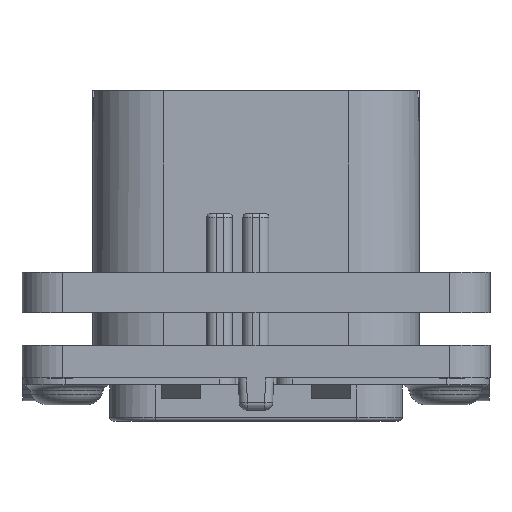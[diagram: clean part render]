
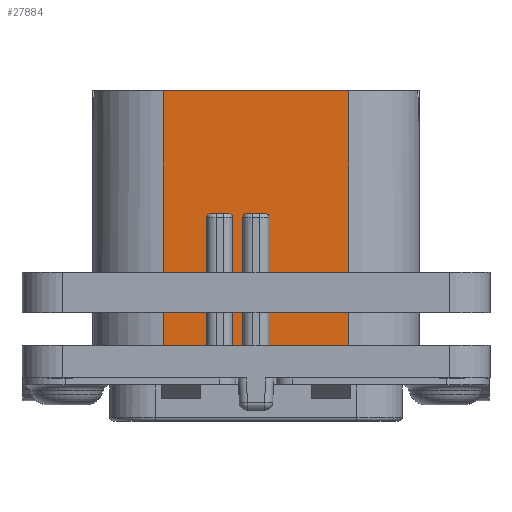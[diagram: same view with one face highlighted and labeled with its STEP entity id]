
A CAD part, front view. The second image highlights one B-rep face of the part: STEP entity #27884.
In plain terms, the highlighted planar face has unit normal (0, -1, 0).
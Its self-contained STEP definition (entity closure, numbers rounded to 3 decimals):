
#1176=DIRECTION('',(1.,0.,0.));
#1177=VECTOR('',#1176,11.4);
#1178=CARTESIAN_POINT('',(-5.7,-9.,17.67));
#1179=LINE('',#1178,#1177);
#5120=DIRECTION('',(1.,0.,0.));
#5121=VECTOR('',#5120,2.66);
#5122=CARTESIAN_POINT('',(-5.7,-9.,2.));
#5123=LINE('',#5122,#5121);
#5132=CARTESIAN_POINT('',(-2.79,-9.,9.87));
#5133=DIRECTION('',(0.,1.,0.));
#5134=DIRECTION('',(-1.,0.,0.));
#5135=AXIS2_PLACEMENT_3D('',#5132,#5133,#5134);
#5164=CARTESIAN_POINT('',(-1.69,-9.,9.87));
#5165=DIRECTION('',(0.,1.,0.));
#5166=DIRECTION('',(0.,0.,1.));
#5167=AXIS2_PLACEMENT_3D('',#5164,#5165,#5166);
#5177=DIRECTION('',(0.,0.,1.));
#5178=VECTOR('',#5177,7.87);
#5179=CARTESIAN_POINT('',(0.8,-9.,2.));
#5180=LINE('',#5179,#5178);
#5181=DIRECTION('',(1.,0.,0.));
#5182=VECTOR('',#5181,1.1);
#5183=CARTESIAN_POINT('',(-0.55,-9.,10.12));
#5184=LINE('',#5183,#5182);
#5185=DIRECTION('',(0.,0.,1.));
#5186=VECTOR('',#5185,7.87);
#5187=CARTESIAN_POINT('',(-0.8,-9.,2.));
#5188=LINE('',#5187,#5186);
#5189=DIRECTION('',(0.,0.,1.));
#5190=VECTOR('',#5189,7.87);
#5191=CARTESIAN_POINT('',(-1.44,-9.,2.));
#5192=LINE('',#5191,#5190);
#5193=DIRECTION('',(1.,0.,0.));
#5194=VECTOR('',#5193,1.1);
#5195=CARTESIAN_POINT('',(-2.79,-9.,10.12));
#5196=LINE('',#5195,#5194);
#5197=DIRECTION('',(0.,0.,1.));
#5198=VECTOR('',#5197,7.87);
#5199=CARTESIAN_POINT('',(-3.04,-9.,2.));
#5200=LINE('',#5199,#5198);
#5201=DIRECTION('',(0.,0.,-1.));
#5202=VECTOR('',#5201,15.67);
#5203=CARTESIAN_POINT('',(-5.7,-9.,17.67));
#5204=LINE('',#5203,#5202);
#5205=DIRECTION('',(0.,0.,-1.));
#5206=VECTOR('',#5205,15.67);
#5207=CARTESIAN_POINT('',(5.7,-9.,17.67));
#5208=LINE('',#5207,#5206);
#5222=CARTESIAN_POINT('',(0.55,-9.,9.87));
#5223=DIRECTION('',(0.,1.,0.));
#5224=DIRECTION('',(0.,0.,1.));
#5225=AXIS2_PLACEMENT_3D('',#5222,#5223,#5224);
#5264=CARTESIAN_POINT('',(-0.55,-9.,9.87));
#5265=DIRECTION('',(0.,1.,0.));
#5266=DIRECTION('',(-1.,0.,0.));
#5267=AXIS2_PLACEMENT_3D('',#5264,#5265,#5266);
#5355=DIRECTION('',(1.,0.,0.));
#5356=VECTOR('',#5355,4.9);
#5357=CARTESIAN_POINT('',(0.8,-9.,2.));
#5358=LINE('',#5357,#5356);
#10746=DIRECTION('',(1.,0.,0.));
#10747=VECTOR('',#10746,0.64);
#10748=CARTESIAN_POINT('',(-1.44,-9.,2.));
#10749=LINE('',#10748,#10747);
#17685=CARTESIAN_POINT('',(-5.7,-9.,17.67));
#17686=CARTESIAN_POINT('',(-5.7,-9.,2.));
#17687=VERTEX_POINT('',#17685);
#17688=VERTEX_POINT('',#17686);
#17689=CARTESIAN_POINT('',(5.7,-9.,17.67));
#17690=CARTESIAN_POINT('',(5.7,-9.,2.));
#17691=VERTEX_POINT('',#17689);
#17692=VERTEX_POINT('',#17690);
#17851=CARTESIAN_POINT('',(-3.04,-9.,2.));
#17852=VERTEX_POINT('',#17851);
#17853=CARTESIAN_POINT('',(-1.44,-9.,2.));
#17854=CARTESIAN_POINT('',(-0.8,-9.,2.));
#17855=VERTEX_POINT('',#17853);
#17856=VERTEX_POINT('',#17854);
#17857=CARTESIAN_POINT('',(0.8,-9.,2.));
#17858=VERTEX_POINT('',#17857);
#20340=CARTESIAN_POINT('',(-1.44,-9.,9.87));
#20342=VERTEX_POINT('',#20340);
#20344=CARTESIAN_POINT('',(-1.69,-9.,10.12));
#20346=VERTEX_POINT('',#20344);
#20367=CARTESIAN_POINT('',(-2.79,-9.,10.12));
#20368=VERTEX_POINT('',#20367);
#20369=CARTESIAN_POINT('',(-3.04,-9.,9.87));
#20370=VERTEX_POINT('',#20369);
#20372=CARTESIAN_POINT('',(0.8,-9.,9.87));
#20374=VERTEX_POINT('',#20372);
#20376=CARTESIAN_POINT('',(0.55,-9.,10.12));
#20378=VERTEX_POINT('',#20376);
#20379=CARTESIAN_POINT('',(-0.55,-9.,10.12));
#20381=VERTEX_POINT('',#20379);
#20383=CARTESIAN_POINT('',(-0.8,-9.,9.87));
#20385=VERTEX_POINT('',#20383);
#27854=CARTESIAN_POINT('',(-10.05,-9.,2.));
#27855=DIRECTION('',(0.,-1.,0.));
#27856=DIRECTION('',(1.,0.,0.));
#27857=AXIS2_PLACEMENT_3D('',#27854,#27855,#27856);
#27858=PLANE('',#27857);
#27860=ORIENTED_EDGE('',*,*,#27859,.T.);
#27862=ORIENTED_EDGE('',*,*,#27861,.F.);
#27864=ORIENTED_EDGE('',*,*,#27863,.F.);
#27866=ORIENTED_EDGE('',*,*,#27865,.F.);
#27868=ORIENTED_EDGE('',*,*,#27867,.F.);
#27870=ORIENTED_EDGE('',*,*,#27869,.F.);
#27871=ORIENTED_EDGE('',*,*,#27845,.T.);
#27872=ORIENTED_EDGE('',*,*,#27834,.F.);
#27873=ORIENTED_EDGE('',*,*,#27819,.F.);
#27874=ORIENTED_EDGE('',*,*,#27800,.F.);
#27875=ORIENTED_EDGE('',*,*,#27785,.F.);
#27876=ORIENTED_EDGE('',*,*,#27770,.F.);
#27877=ORIENTED_EDGE('',*,*,#22207,.F.);
#27878=ORIENTED_EDGE('',*,*,#22392,.T.);
#27879=ORIENTED_EDGE('',*,*,#22652,.T.);
#27881=ORIENTED_EDGE('',*,*,#27880,.F.);
#27882=EDGE_LOOP('',(#27860,#27862,#27864,#27866,#27868,#27870,#27871,#27872,
#27873,#27874,#27875,#27876,#27877,#27878,#27879,#27881));
#27883=FACE_OUTER_BOUND('',#27882,.F.);
#27884=ADVANCED_FACE('',(#27883),#27858,.T.);
#5136=CIRCLE('',#5135,0.25);
#5168=CIRCLE('',#5167,0.25);
#5226=CIRCLE('',#5225,0.25);
#5268=CIRCLE('',#5267,0.25);
#22207=EDGE_CURVE('',#17687,#17688,#5204,.T.);
#22392=EDGE_CURVE('',#17687,#17691,#1179,.T.);
#22652=EDGE_CURVE('',#17691,#17692,#5208,.T.);
#27770=EDGE_CURVE('',#17688,#17852,#5123,.T.);
#27785=EDGE_CURVE('',#17852,#20370,#5200,.T.);
#27800=EDGE_CURVE('',#20370,#20368,#5136,.T.);
#27819=EDGE_CURVE('',#20368,#20346,#5196,.T.);
#27834=EDGE_CURVE('',#20346,#20342,#5168,.T.);
#27845=EDGE_CURVE('',#17855,#20342,#5192,.T.);
#27859=EDGE_CURVE('',#17858,#20374,#5180,.T.);
#27861=EDGE_CURVE('',#20378,#20374,#5226,.T.);
#27863=EDGE_CURVE('',#20381,#20378,#5184,.T.);
#27865=EDGE_CURVE('',#20385,#20381,#5268,.T.);
#27867=EDGE_CURVE('',#17856,#20385,#5188,.T.);
#27869=EDGE_CURVE('',#17855,#17856,#10749,.T.);
#27880=EDGE_CURVE('',#17858,#17692,#5358,.T.);
